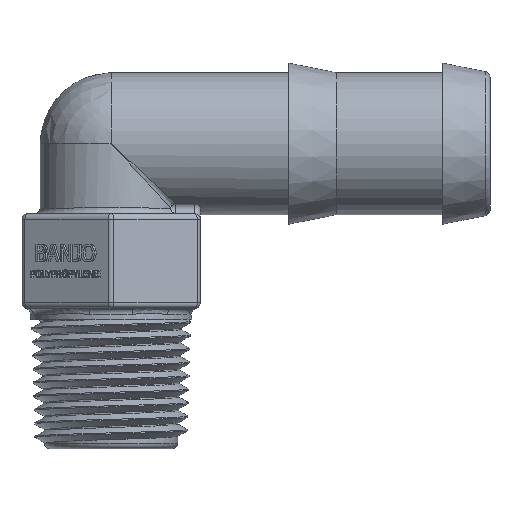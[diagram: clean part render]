
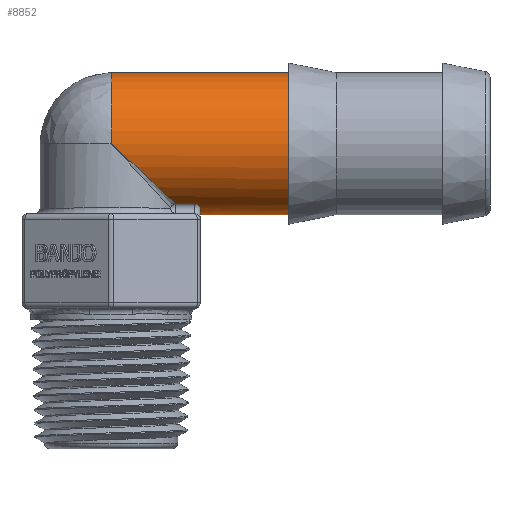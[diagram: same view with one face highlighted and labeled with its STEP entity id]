
A CAD part, top view. The second image highlights one B-rep face of the part: STEP entity #8852.
In plain terms, the highlighted cylindrical face has radius 9.525 mm (diameter 19.05 mm), a full revolution.
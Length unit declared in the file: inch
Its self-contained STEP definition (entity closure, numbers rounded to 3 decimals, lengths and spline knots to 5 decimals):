
#336=FACE_BOUND('',#1239,.T.);
#364=ELLIPSE('',#9478,0.55195,0.375);
#365=ELLIPSE('',#9480,0.55195,0.375);
#603=CYLINDRICAL_SURFACE('',#9475,0.375);
#678=FACE_OUTER_BOUND('',#1238,.T.);
#1238=EDGE_LOOP('',(#6654));
#1239=EDGE_LOOP('',(#6655,#6656,#6657,#6658,#6659,#6660,#6661,#6662));
#1801=CIRCLE('',#9476,0.375);
#1802=CIRCLE('',#9477,0.375);
#1803=CIRCLE('',#9479,0.375);
#2024=LINE('',#13857,#2845);
#2027=LINE('',#13875,#2848);
#2845=VECTOR('',#10227,0.3937);
#2848=VECTOR('',#10250,0.3937);
#3523=B_SPLINE_CURVE_WITH_KNOTS('',3,(#13377,#13378,#13379,#13380,#13381,
#13382,#13383,#13384,#13385,#13386),.UNSPECIFIED.,.F.,.F.,(4,2,2,2,4),(-0.00039,
0.,0.04721,0.06959,0.08425),
 .UNSPECIFIED.);
#3524=B_SPLINE_CURVE_WITH_KNOTS('',3,(#13426,#13427,#13428,#13429,#13430,
#13431,#13432,#13433,#13434,#13435),.UNSPECIFIED.,.F.,.F.,(4,2,2,2,4),(0.26263,
0.28309,0.31432,0.3802,0.38075),
 .UNSPECIFIED.);
#4109=VERTEX_POINT('',#13375);
#4110=VERTEX_POINT('',#13376);
#4121=VERTEX_POINT('',#13423);
#4122=VERTEX_POINT('',#13425);
#4231=VERTEX_POINT('',#13856);
#4236=VERTEX_POINT('',#13873);
#4237=VERTEX_POINT('',#13880);
#4238=VERTEX_POINT('',#13883);
#4239=VERTEX_POINT('',#13885);
#5027=EDGE_CURVE('',#4109,#4110,#3523,.F.);
#5049=EDGE_CURVE('',#4121,#4122,#3524,.F.);
#5169=EDGE_CURVE('',#4110,#4231,#2024,.T.);
#5179=EDGE_CURVE('',#4236,#4121,#2027,.T.);
#5181=EDGE_CURVE('',#4237,#4237,#1801,.T.);
#5182=EDGE_CURVE('',#4109,#4122,#1802,.T.);
#5183=EDGE_CURVE('',#4238,#4236,#364,.T.);
#5184=EDGE_CURVE('',#4238,#4239,#1803,.T.);
#5185=EDGE_CURVE('',#4231,#4239,#365,.T.);
#6654=ORIENTED_EDGE('',*,*,#5181,.F.);
#6655=ORIENTED_EDGE('',*,*,#5182,.T.);
#6656=ORIENTED_EDGE('',*,*,#5049,.F.);
#6657=ORIENTED_EDGE('',*,*,#5179,.F.);
#6658=ORIENTED_EDGE('',*,*,#5183,.F.);
#6659=ORIENTED_EDGE('',*,*,#5184,.T.);
#6660=ORIENTED_EDGE('',*,*,#5185,.F.);
#6661=ORIENTED_EDGE('',*,*,#5169,.F.);
#6662=ORIENTED_EDGE('',*,*,#5027,.F.);
#8852=ADVANCED_FACE('',(#678,#336),#603,.T.);
#9475=AXIS2_PLACEMENT_3D('',#13879,#10257,#10258);
#9476=AXIS2_PLACEMENT_3D('',#13881,#10259,#10260);
#9477=AXIS2_PLACEMENT_3D('',#13882,#10261,#10262);
#9478=AXIS2_PLACEMENT_3D('',#13884,#10263,#10264);
#9479=AXIS2_PLACEMENT_3D('',#13886,#10265,#10266);
#9480=AXIS2_PLACEMENT_3D('',#13887,#10267,#10268);
#10227=DIRECTION('',(-1.,0.,0.));
#10250=DIRECTION('',(1.,0.,0.));
#10257=DIRECTION('center_axis',(1.,0.,0.));
#10258=DIRECTION('ref_axis',(0.,1.,0.));
#10259=DIRECTION('center_axis',(1.,0.,0.));
#10260=DIRECTION('ref_axis',(0.,1.,0.));
#10261=DIRECTION('center_axis',(1.,0.,0.));
#10262=DIRECTION('ref_axis',(0.,1.,0.));
#10263=DIRECTION('center_axis',(-0.679,-0.734,0.));
#10264=DIRECTION('ref_axis',(0.734,-0.679,0.));
#10265=DIRECTION('center_axis',(1.,0.,0.));
#10266=DIRECTION('ref_axis',(0.,1.,0.));
#10267=DIRECTION('center_axis',(-0.679,-0.734,0.));
#10268=DIRECTION('ref_axis',(0.734,-0.679,0.));
#13375=CARTESIAN_POINT('',(0.47,-0.33912,0.16006));
#13376=CARTESIAN_POINT('',(0.44,-0.31481,0.20376));
#13377=CARTESIAN_POINT('Ctrl Pts',(0.44,-0.31481,0.20376));
#13378=CARTESIAN_POINT('Ctrl Pts',(0.44004,-0.31483,
0.20373));
#13379=CARTESIAN_POINT('Ctrl Pts',(0.44007,-0.31485,
0.2037));
#13380=CARTESIAN_POINT('Ctrl Pts',(0.44457,-0.31721,
0.20006));
#13381=CARTESIAN_POINT('Ctrl Pts',(0.45304,-0.32135,
0.19349));
#13382=CARTESIAN_POINT('Ctrl Pts',(0.46257,-0.32793,
0.18195));
#13383=CARTESIAN_POINT('Ctrl Pts',(0.46582,-0.33055,
0.17721));
#13384=CARTESIAN_POINT('Ctrl Pts',(0.46924,-0.33536,
0.16786));
#13385=CARTESIAN_POINT('Ctrl Pts',(0.47,-0.33727,
0.164));
#13386=CARTESIAN_POINT('Ctrl Pts',(0.47,-0.33912,0.16006));
#13423=CARTESIAN_POINT('',(0.44,-0.31481,-0.20376));
#13425=CARTESIAN_POINT('',(0.47,-0.33912,-0.16006));
#13426=CARTESIAN_POINT('Ctrl Pts',(0.47,-0.33912,-0.16006));
#13427=CARTESIAN_POINT('Ctrl Pts',(0.47,-0.33727,-0.164));
#13428=CARTESIAN_POINT('Ctrl Pts',(0.46924,-0.33536,
-0.16786));
#13429=CARTESIAN_POINT('Ctrl Pts',(0.46582,-0.33055,
-0.17721));
#13430=CARTESIAN_POINT('Ctrl Pts',(0.46257,-0.32793,
-0.18195));
#13431=CARTESIAN_POINT('Ctrl Pts',(0.45304,-0.32135,
-0.19349));
#13432=CARTESIAN_POINT('Ctrl Pts',(0.44457,-0.31721,
-0.20006));
#13433=CARTESIAN_POINT('Ctrl Pts',(0.44007,-0.31485,
-0.2037));
#13434=CARTESIAN_POINT('Ctrl Pts',(0.44004,-0.31483,
-0.20373));
#13435=CARTESIAN_POINT('Ctrl Pts',(0.44,-0.31481,-0.20376));
#13856=CARTESIAN_POINT('',(0.34,-0.31481,0.20376));
#13857=CARTESIAN_POINT('',(0.46875,-0.31481,0.20376));
#13873=CARTESIAN_POINT('',(0.34,-0.31481,-0.20376));
#13875=CARTESIAN_POINT('',(0.46875,-0.31481,-0.20376));
#13879=CARTESIAN_POINT('Origin',(0.46875,0.,0.));
#13880=CARTESIAN_POINT('',(0.9375,0.375,0.));
#13881=CARTESIAN_POINT('Origin',(0.9375,0.,0.));
#13882=CARTESIAN_POINT('Origin',(0.47,0.,0.));
#13883=CARTESIAN_POINT('',(0.,0.,-0.375));
#13884=CARTESIAN_POINT('Origin',(0.,0.,0.));
#13885=CARTESIAN_POINT('',(0.,0.,0.375));
#13886=CARTESIAN_POINT('Origin',(0.,0.,0.));
#13887=CARTESIAN_POINT('Origin',(0.,0.,0.));
